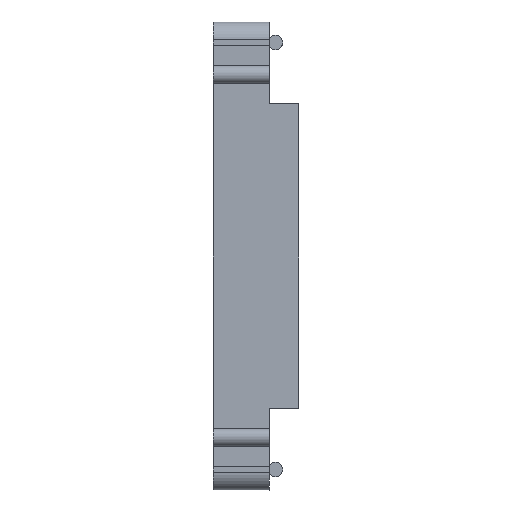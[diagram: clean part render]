
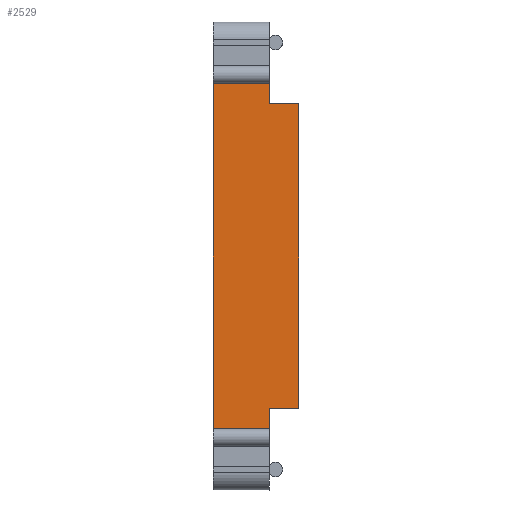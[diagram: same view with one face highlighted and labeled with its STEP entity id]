
A CAD part, left-side view. The second image highlights one B-rep face of the part: STEP entity #2529.
In plain terms, the highlighted planar face has unit normal (-1, 0, 0).
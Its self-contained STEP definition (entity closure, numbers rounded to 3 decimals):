
#54=PLANE('',#2698);
#157=FACE_OUTER_BOUND('',#295,.T.);
#295=EDGE_LOOP('',(#1902,#1903,#1904,#1905,#1906,#1907,#1908,#1909));
#471=LINE('',#3704,#781);
#508=LINE('',#3806,#818);
#511=LINE('',#3813,#821);
#512=LINE('',#3815,#822);
#513=LINE('',#3817,#823);
#514=LINE('',#3819,#824);
#515=LINE('',#3821,#825);
#516=LINE('',#3822,#826);
#781=VECTOR('',#2969,10.);
#818=VECTOR('',#3044,10.);
#821=VECTOR('',#3051,10.);
#822=VECTOR('',#3052,10.);
#823=VECTOR('',#3053,10.);
#824=VECTOR('',#3054,10.);
#825=VECTOR('',#3055,10.);
#826=VECTOR('',#3056,10.);
#1151=VERTEX_POINT('',#3702);
#1152=VERTEX_POINT('',#3703);
#1198=VERTEX_POINT('',#3803);
#1200=VERTEX_POINT('',#3812);
#1201=VERTEX_POINT('',#3814);
#1202=VERTEX_POINT('',#3816);
#1203=VERTEX_POINT('',#3818);
#1204=VERTEX_POINT('',#3820);
#1414=EDGE_CURVE('',#1151,#1152,#471,.T.);
#1468=EDGE_CURVE('',#1198,#1152,#508,.T.);
#1471=EDGE_CURVE('',#1200,#1151,#511,.T.);
#1472=EDGE_CURVE('',#1201,#1200,#512,.T.);
#1473=EDGE_CURVE('',#1202,#1201,#513,.T.);
#1474=EDGE_CURVE('',#1202,#1203,#514,.T.);
#1475=EDGE_CURVE('',#1204,#1203,#515,.T.);
#1476=EDGE_CURVE('',#1198,#1204,#516,.T.);
#1902=ORIENTED_EDGE('',*,*,#1468,.T.);
#1903=ORIENTED_EDGE('',*,*,#1414,.F.);
#1904=ORIENTED_EDGE('',*,*,#1471,.F.);
#1905=ORIENTED_EDGE('',*,*,#1472,.F.);
#1906=ORIENTED_EDGE('',*,*,#1473,.F.);
#1907=ORIENTED_EDGE('',*,*,#1474,.T.);
#1908=ORIENTED_EDGE('',*,*,#1475,.F.);
#1909=ORIENTED_EDGE('',*,*,#1476,.F.);
#2529=ADVANCED_FACE('',(#157),#54,.F.);
#2698=AXIS2_PLACEMENT_3D('',#3811,#3049,#3050);
#2969=DIRECTION('',(0.,0.,1.));
#3044=DIRECTION('',(0.,1.,0.));
#3049=DIRECTION('center_axis',(1.,0.,0.));
#3050=DIRECTION('ref_axis',(0.,0.,-1.));
#3051=DIRECTION('',(0.,1.,0.));
#3052=DIRECTION('',(0.,0.,-1.));
#3053=DIRECTION('',(0.,1.,0.));
#3054=DIRECTION('',(0.,0.,1.));
#3055=DIRECTION('',(0.,-1.,0.));
#3056=DIRECTION('',(0.,0.,-1.));
#3702=CARTESIAN_POINT('',(-28.99,-27.5,-69.98));
#3703=CARTESIAN_POINT('',(-28.99,-27.5,-10.02));
#3704=CARTESIAN_POINT('',(-28.99,-27.5,-25.059));
#3803=CARTESIAN_POINT('',(-28.99,-37.1,-10.02));
#3806=CARTESIAN_POINT('',(-28.99,-37.1,-10.02));
#3811=CARTESIAN_POINT('Origin',(-28.99,-42.1,-76.));
#3812=CARTESIAN_POINT('',(-28.99,-37.1,-69.98));
#3813=CARTESIAN_POINT('',(-28.99,-29.1,-69.98));
#3814=CARTESIAN_POINT('',(-28.99,-37.1,-66.));
#3815=CARTESIAN_POINT('',(-28.99,-37.1,-72.5));
#3816=CARTESIAN_POINT('',(-28.99,-42.1,-66.));
#3817=CARTESIAN_POINT('',(-28.99,-37.1,-66.));
#3818=CARTESIAN_POINT('',(-28.99,-42.1,-14.));
#3819=CARTESIAN_POINT('',(-28.99,-42.1,-15.));
#3820=CARTESIAN_POINT('',(-28.99,-37.1,-14.));
#3821=CARTESIAN_POINT('',(-28.99,-37.1,-14.));
#3822=CARTESIAN_POINT('',(-28.99,-37.1,-72.5));
